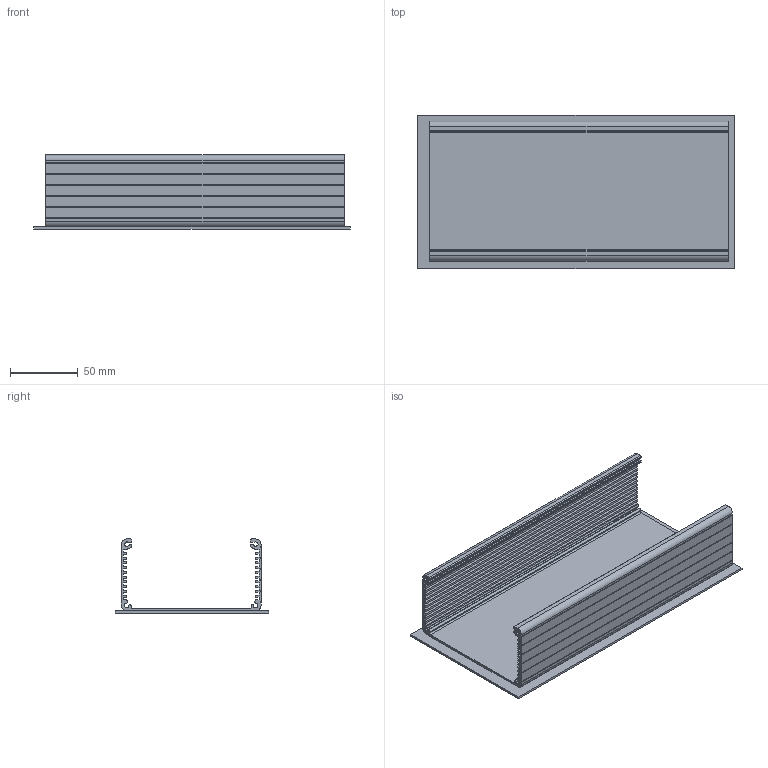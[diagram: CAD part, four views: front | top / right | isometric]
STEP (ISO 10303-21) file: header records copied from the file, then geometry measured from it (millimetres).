
FILE_DESCRIPTION(('KiCad electronic assembly'),'2;1');
FILE_NAME('WholeDevKit.step','2023-07-22T07:42:52',('Pcbnew'),('Kicad'), 'Open CASCADE STEP processor 7.6','KiCad to STEP converter','Unknown' );
FILE_SCHEMA(('AUTOMOTIVE_DESIGN { 1 0 10303 214 1 1 1 1 }'));
Length unit declared in the file: millimetre
Products named in the file (4): WholeDevKit 1; N Extrusion 220mmNoCover; COMPOUND; _autosave-WholeDevKit PCB
Assembly tree (3 placements, depth 3):
  WholeDevKit 1
    N Extrusion 220mmNoCover
      COMPOUND
    _autosave-WholeDevKit PCB
Bounding box: 233 x 113 x 54.65 mm (x, y, z)
Volume: 148725.1 mm3; surface area: 179996.2 mm2
Topology: 2 solids, 2 shells, 224 faces, 660 edges, 440 vertices
Faces by surface type: plane 128, cylinder 96
Entity records: 16456 total; most frequent: CARTESIAN_POINT 3224, DIRECTION 2532, LINE 1596, VECTOR 1596, ORIENTED_EDGE 1320, PCURVE 1320, DEFINITIONAL_REPRESENTATION 1320, EDGE_CURVE 660
